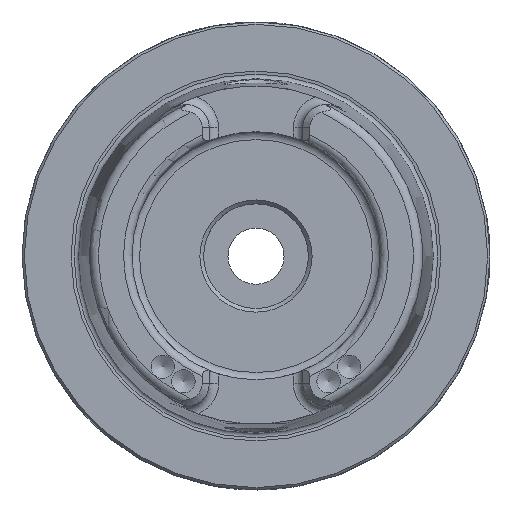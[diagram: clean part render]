
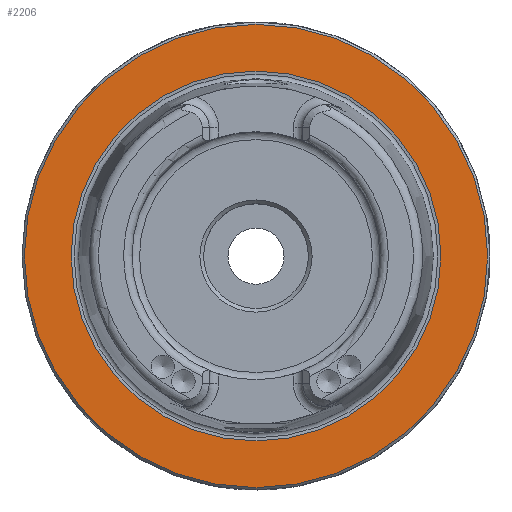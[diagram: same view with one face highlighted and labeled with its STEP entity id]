
A CAD part, top view. The second image highlights one B-rep face of the part: STEP entity #2206.
In plain terms, the highlighted planar face has unit normal (0, 0, 1).
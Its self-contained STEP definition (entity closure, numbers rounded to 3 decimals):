
#361=PLANE('',#2459);
#750=ORIENTED_EDGE('',*,*,#1194,.T.);
#751=ORIENTED_EDGE('',*,*,#1192,.F.);
#1192=EDGE_CURVE('',#1426,#1426,#1555,.T.);
#1194=EDGE_CURVE('',#1428,#1428,#1557,.T.);
#1426=VERTEX_POINT('',#4139);
#1428=VERTEX_POINT('',#4144);
#1555=CIRCLE('',#2457,39.511);
#1557=CIRCLE('',#2460,49.5);
#1729=EDGE_LOOP('',(#750));
#1730=EDGE_LOOP('',(#751));
#1965=FACE_BOUND('',#1729,.T.);
#1966=FACE_BOUND('',#1730,.T.);
#2206=ADVANCED_FACE('',(#1965,#1966),#361,.T.);
#2457=AXIS2_PLACEMENT_3D('',#4138,#3006,#3007);
#2459=AXIS2_PLACEMENT_3D('',#4142,#3010,#3011);
#2460=AXIS2_PLACEMENT_3D('',#4143,#3012,#3013);
#3006=DIRECTION('',(0.,0.,1.));
#3007=DIRECTION('',(1.,0.,0.));
#3010=DIRECTION('',(0.,0.,1.));
#3011=DIRECTION('',(1.,0.,0.));
#3012=DIRECTION('',(0.,0.,1.));
#3013=DIRECTION('',(1.,0.,0.));
#4138=CARTESIAN_POINT('',(0.,0.,0.));
#4139=CARTESIAN_POINT('',(39.511,0.,0.));
#4142=CARTESIAN_POINT('',(49.5,0.,0.));
#4143=CARTESIAN_POINT('',(0.,0.,0.));
#4144=CARTESIAN_POINT('',(49.5,0.,0.));
